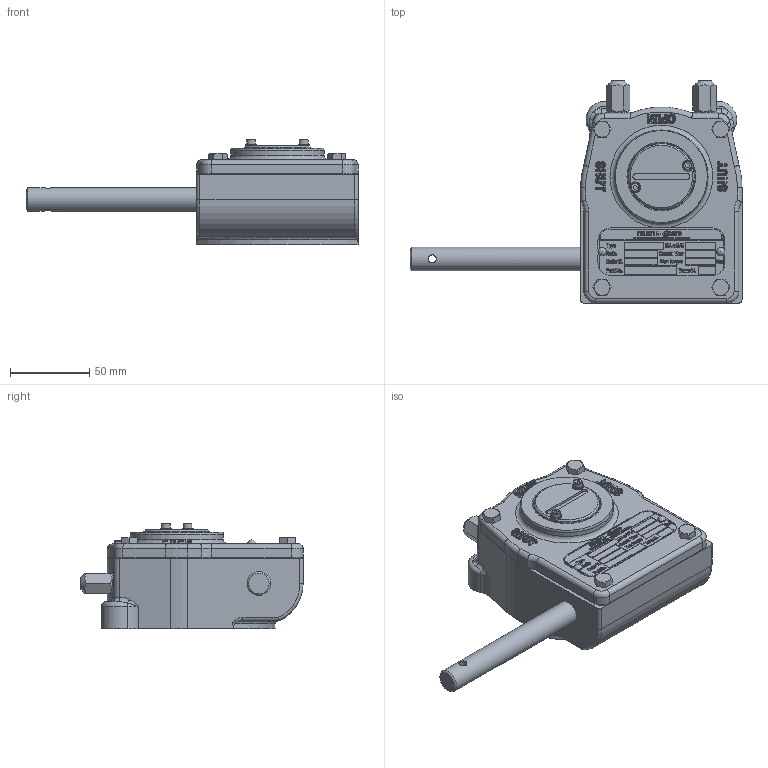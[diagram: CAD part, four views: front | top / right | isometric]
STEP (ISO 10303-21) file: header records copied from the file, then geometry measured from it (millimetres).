
FILE_DESCRIPTION(/* description */ ('Unknown'),/* implementation_level */ '2;1');
FILE_NAME(/* name */ 'AB215SS RH r01',/* time_stamp */ '2018-07-05T16:52:38+02:00',/* author */ ('Unknown'),/* organization */ ('Unknown'),/* preprocessor_version */ 'ST-DEVELOPER v16.7',/* originating_system */ 'DEX',/* authorisation */ $);
FILE_SCHEMA (('TECHNICAL_DATA_PACKAGING','AUTOMOTIVE_DESIGN {1 0 10303 214 3 1 1}'));
Products named in the file (1): AB215SS RH
Bounding box: 210 x 140.6 x 66.6 mm (x, y, z)
Volume: 656919.1 mm3; surface area: 61745.5 mm2
Topology: 1 solids, 3 shells, 1998 faces, 4919 edges, 3040 vertices
Faces by surface type: plane 1157, cylinder 329, bspline 277, torus 109, sphere 86, cone 40
Full cylindrical faces by diameter (mm): 2.9 x2, 3 x2, 3.4 x2, 3.6 x2, 5.1 x1, 5.5 x2, 6 x2, 7 x4, 10.4 x1, 15 x1, 16 x2, 18 x2, 41.5 x1, 42.5 x3, 59 x1
Entity records: 69211 total; most frequent: CARTESIAN_POINT 25193, ORIENTED_EDGE 9434, DIRECTION 8075, EDGE_CURVE 4717, VERTEX_POINT 3007, LINE 2871, VECTOR 2871, AXIS2_PLACEMENT_3D 2602
